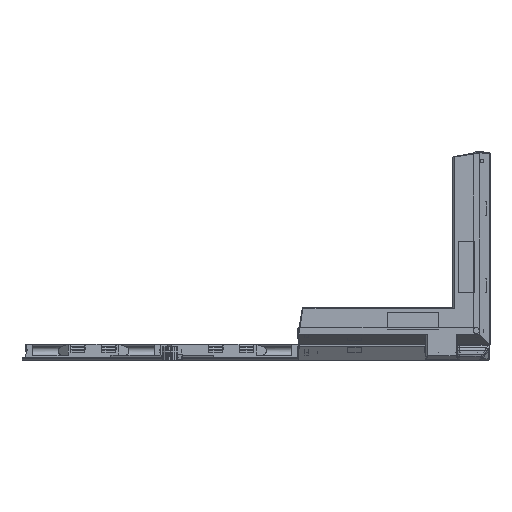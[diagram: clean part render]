
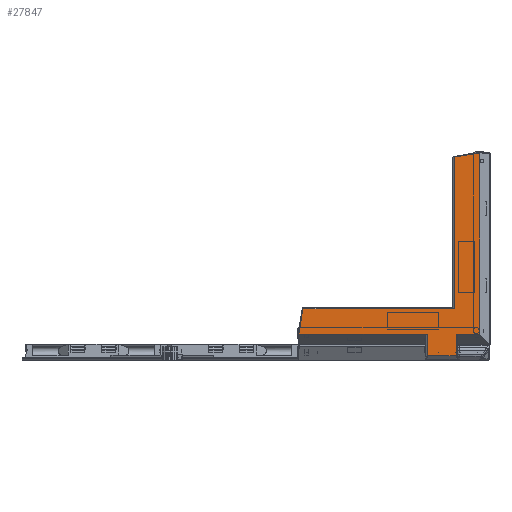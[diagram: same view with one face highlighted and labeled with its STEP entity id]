
A CAD part, left-side view. The second image highlights one B-rep face of the part: STEP entity #27847.
In plain terms, the highlighted face is planar.
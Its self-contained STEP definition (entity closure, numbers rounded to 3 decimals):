
#1209=PLANE('',#29937);
#2768=FACE_OUTER_BOUND('',#4351,.T.);
#4351=EDGE_LOOP('',(#25027,#25028,#25029,#25030,#25031,#25032,#25033,#25034,
#25035,#25036));
#7778=LINE('',#46816,#11030);
#7779=LINE('',#46819,#11031);
#7784=LINE('',#46831,#11036);
#7785=LINE('',#46833,#11037);
#7786=LINE('',#46835,#11038);
#7787=LINE('',#46837,#11039);
#7788=LINE('',#46839,#11040);
#7789=LINE('',#46841,#11041);
#7790=LINE('',#46843,#11042);
#7791=LINE('',#46844,#11043);
#11030=VECTOR('',#36378,10.);
#11031=VECTOR('',#36381,10.);
#11036=VECTOR('',#36394,10.);
#11037=VECTOR('',#36395,10.);
#11038=VECTOR('',#36396,10.);
#11039=VECTOR('',#36397,10.);
#11040=VECTOR('',#36398,10.);
#11041=VECTOR('',#36399,10.);
#11042=VECTOR('',#36400,10.);
#11043=VECTOR('',#36401,10.);
#13947=VERTEX_POINT('',#46769);
#13952=VERTEX_POINT('',#46789);
#13958=VERTEX_POINT('',#46818);
#13961=VERTEX_POINT('',#46830);
#13962=VERTEX_POINT('',#46832);
#13963=VERTEX_POINT('',#46834);
#13964=VERTEX_POINT('',#46836);
#13965=VERTEX_POINT('',#46838);
#13966=VERTEX_POINT('',#46840);
#13967=VERTEX_POINT('',#46842);
#17701=EDGE_CURVE('',#13947,#13952,#7778,.T.);
#17702=EDGE_CURVE('',#13958,#13947,#7779,.T.);
#17707=EDGE_CURVE('',#13952,#13961,#7784,.T.);
#17708=EDGE_CURVE('',#13962,#13961,#7785,.T.);
#17709=EDGE_CURVE('',#13962,#13963,#7786,.T.);
#17710=EDGE_CURVE('',#13963,#13964,#7787,.T.);
#17711=EDGE_CURVE('',#13964,#13965,#7788,.T.);
#17712=EDGE_CURVE('',#13965,#13966,#7789,.T.);
#17713=EDGE_CURVE('',#13966,#13967,#7790,.T.);
#17714=EDGE_CURVE('',#13958,#13967,#7791,.T.);
#25027=ORIENTED_EDGE('',*,*,#17702,.T.);
#25028=ORIENTED_EDGE('',*,*,#17701,.T.);
#25029=ORIENTED_EDGE('',*,*,#17707,.T.);
#25030=ORIENTED_EDGE('',*,*,#17708,.F.);
#25031=ORIENTED_EDGE('',*,*,#17709,.T.);
#25032=ORIENTED_EDGE('',*,*,#17710,.T.);
#25033=ORIENTED_EDGE('',*,*,#17711,.T.);
#25034=ORIENTED_EDGE('',*,*,#17712,.T.);
#25035=ORIENTED_EDGE('',*,*,#17713,.T.);
#25036=ORIENTED_EDGE('',*,*,#17714,.F.);
#27847=ADVANCED_FACE('',(#2768),#1209,.F.);
#29937=AXIS2_PLACEMENT_3D('',#46829,#36392,#36393);
#36378=DIRECTION('',(0.,-1.,0.));
#36381=DIRECTION('',(0.,0.,1.));
#36392=DIRECTION('center_axis',(-1.,0.,0.));
#36393=DIRECTION('ref_axis',(0.,0.,1.));
#36394=DIRECTION('',(0.,0.,-1.));
#36395=DIRECTION('',(0.,1.,0.));
#36396=DIRECTION('',(0.,0.,-1.));
#36397=DIRECTION('',(0.,0.986,0.165));
#36398=DIRECTION('',(0.,0.,1.));
#36399=DIRECTION('',(0.,1.,0.));
#36400=DIRECTION('',(0.,0.165,0.986));
#36401=DIRECTION('',(0.,1.,0.));
#46769=CARTESIAN_POINT('',(522.5,-206.2,-3.5));
#46789=CARTESIAN_POINT('',(522.5,-228.7,-3.5));
#46816=CARTESIAN_POINT('',(522.5,-211.25,-3.5));
#46818=CARTESIAN_POINT('',(522.5,-206.2,-20.3));
#46819=CARTESIAN_POINT('',(522.5,-206.2,-19.7));
#46829=CARTESIAN_POINT('Origin',(522.5,0.,-26.9));
#46830=CARTESIAN_POINT('',(522.5,-228.7,-20.3));
#46831=CARTESIAN_POINT('',(522.5,-228.7,-19.7));
#46832=CARTESIAN_POINT('',(522.5,-247.2,-20.3));
#46833=CARTESIAN_POINT('',(522.5,-127.5,-20.3));
#46834=CARTESIAN_POINT('',(522.5,-247.2,-161.368));
#46835=CARTESIAN_POINT('',(522.5,-247.2,-140.));
#46836=CARTESIAN_POINT('',(522.5,-227.6,-158.079));
#46837=CARTESIAN_POINT('',(522.5,-96.192,-136.029));
#46838=CARTESIAN_POINT('',(522.5,-227.6,-39.9));
#46839=CARTESIAN_POINT('',(522.5,-227.6,-260.3));
#46840=CARTESIAN_POINT('',(522.5,-109.421,-39.9));
#46841=CARTESIAN_POINT('',(522.5,113.1,-39.9));
#46842=CARTESIAN_POINT('',(522.5,-106.132,-20.3));
#46843=CARTESIAN_POINT('',(522.5,-108.543,-34.668));
#46844=CARTESIAN_POINT('',(522.5,-127.5,-20.3));
